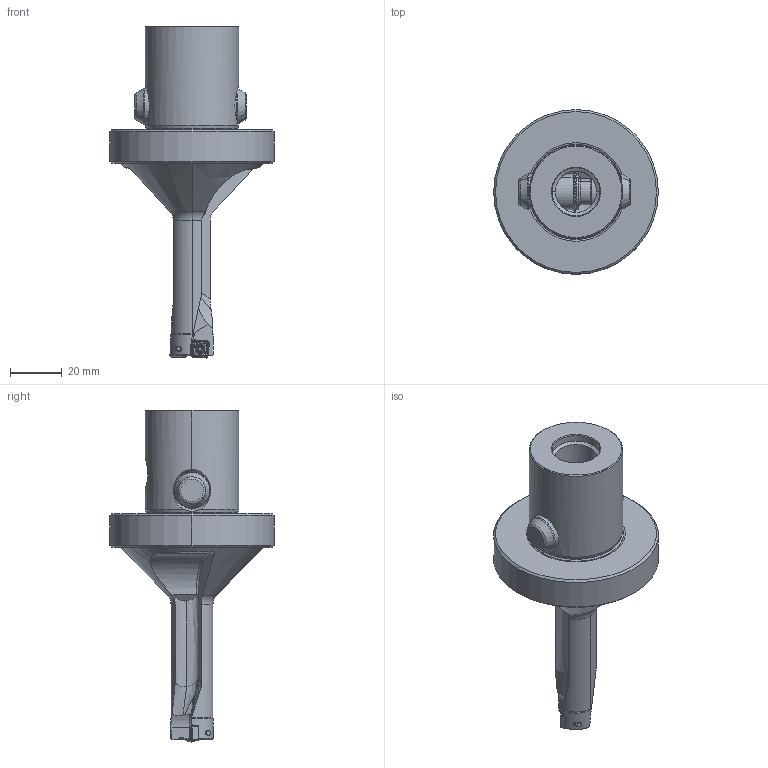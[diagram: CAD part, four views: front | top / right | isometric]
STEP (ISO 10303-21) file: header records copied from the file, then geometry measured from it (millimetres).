
FILE_DESCRIPTION(('no description'),'unknown implementation level');
FILE_NAME('113D613F-0933-4125-A4CF-A62F8CC0ED22_export.stp',' ',('CIMSOURCE GmbH'),('CADClick - KiM GmbH - www.kimweb.de'),'unknown preprocess','ACIS','unknown authorization');
FILE_SCHEMA(('automotive_design'));
Length unit declared in the file: millimetre
Products named in the file (9): 337.317 Kaiser WB 17-51 X CKS6|337.317 Kaiser WB 17-51 X CKS6_337.317-4;NONE; 337.317 Kaiser WB 17-51 X CKS6|337.317 Kaiser WB 17-51 X CKS6_337.317-3;NONE; 337.317 Kaiser WB 17-51 X CKS6|337.317 Kaiser WB 17-51 X CKS6_337.317-2;NONE; 337.317 Kaiser WB 17-51 X CKS6|337.317 Kaiser WB 17-51 X CKS6_337.317-1;NONE; 337.317 Kaiser WB 17-51 X CKS6|337.317 Kaiser WB 17-51 X CKS6_337.317;NONE; 337.317 Kaiser WB 17-51 X CKS6|694.123 Kaiser ETL M2,5 X 5,8 T7 IP 10S_Standard;NONE; 337.317 Kaiser WB 17-51 X CKS6|691.506 Kaiser ETL D14 X 43K_Standard|693.305 Sprengring_Standard;NONE; 337.317 Kaiser WB 17-51 X CKS6|691.506 Kaiser ETL D14 X 43K_Standard|691.526 Mitnehmerbolzen_Standard;NONE
Bounding box: 63.5 x 63.5 x 128 mm (x, y, z)
Volume: 97073.5 mm3; surface area: 24147.6 mm2
Topology: 9 solids, 9 shells, 499 faces, 1242 edges, 762 vertices
Faces by surface type: cylinder 205, plane 160, torus 65, cone 60, bspline 9
Entity records: 31275 total; most frequent: CARTESIAN_POINT 5555, STYLED_ITEM 2510, PRESENTATION_STYLE_ASSIGNMENT 2510, COLOUR_RGB 2510, ORIENTED_EDGE 2480, DIRECTION 2409, EDGE_CURVE 1240, CURVE_STYLE 1240
